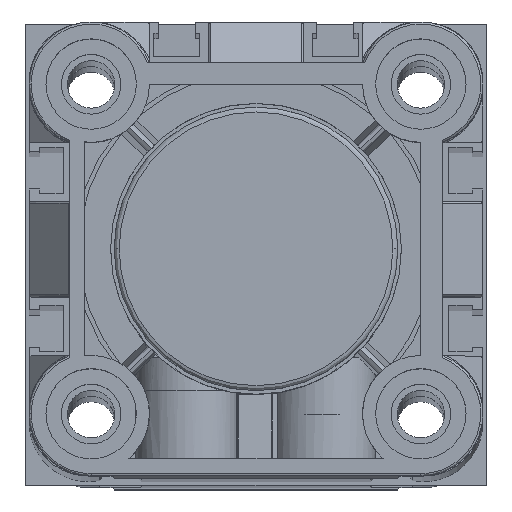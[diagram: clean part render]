
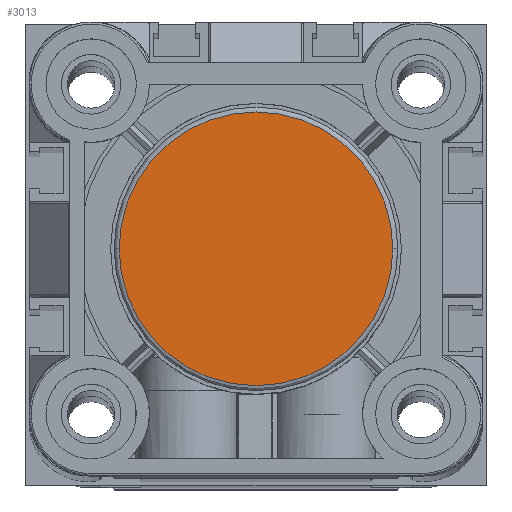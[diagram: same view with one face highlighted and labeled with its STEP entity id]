
A CAD part, top view. The second image highlights one B-rep face of the part: STEP entity #3013.
In plain terms, the highlighted face is planar.
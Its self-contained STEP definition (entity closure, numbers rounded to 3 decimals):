
#1541 = VERTEX_POINT ( 'NONE', #5582 ) ;
#1644 = CARTESIAN_POINT ( 'NONE',  ( 26.25, 26.25, -4. ) ) ;
#1946 = DIRECTION ( 'NONE',  ( 1., 0., 0. ) ) ;
#3013 = ADVANCED_FACE ( 'NONE', ( #19322 ), #20547, .F. ) ;
#3842 = CIRCLE ( 'NONE', #17730, 19.3 ) ;
#4059 = DIRECTION ( 'NONE',  ( 1., 0., 0. ) ) ;
#5582 = CARTESIAN_POINT ( 'NONE',  ( 6.95, 26.25, -4. ) ) ;
#10299 = AXIS2_PLACEMENT_3D ( 'NONE', #23066, #20028, #19612 ) ;
#11689 = ORIENTED_EDGE ( 'NONE', *, *, #29320, .T. ) ;
#13466 = VERTEX_POINT ( 'NONE', #20324 ) ;
#16466 = DIRECTION ( 'NONE',  ( 0., 0., -1. ) ) ;
#17730 = AXIS2_PLACEMENT_3D ( 'NONE', #30847, #16466, #1946 ) ;
#18561 = DIRECTION ( 'NONE',  ( 0., 0., -1. ) ) ;
#19322 = FACE_OUTER_BOUND ( 'NONE', #26241, .T. ) ;
#19342 = CIRCLE ( 'NONE', #27353, 19.3 ) ;
#19612 = DIRECTION ( 'NONE',  ( 1., 0., 0. ) ) ;
#20028 = DIRECTION ( 'NONE',  ( 0., 0., 1. ) ) ;
#20324 = CARTESIAN_POINT ( 'NONE',  ( 45.55, 26.25, -4. ) ) ;
#20547 = PLANE ( 'NONE',  #10299 ) ;
#23066 = CARTESIAN_POINT ( 'NONE',  ( 0., 0., -4. ) ) ;
#26241 = EDGE_LOOP ( 'NONE', ( #30824, #11689 ) ) ;
#27353 = AXIS2_PLACEMENT_3D ( 'NONE', #1644, #18561, #4059 ) ;
#29155 = EDGE_CURVE ( 'NONE', #13466, #1541, #3842, .T. ) ;
#29320 = EDGE_CURVE ( 'NONE', #1541, #13466, #19342, .T. ) ;
#30824 = ORIENTED_EDGE ( 'NONE', *, *, #29155, .T. ) ;
#30847 = CARTESIAN_POINT ( 'NONE',  ( 26.25, 26.25, -4. ) ) ;
